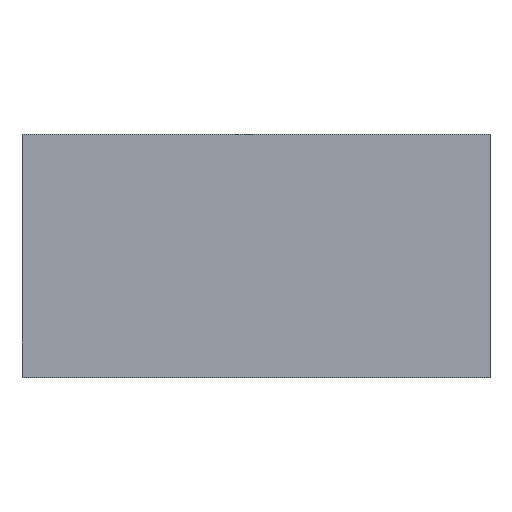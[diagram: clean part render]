
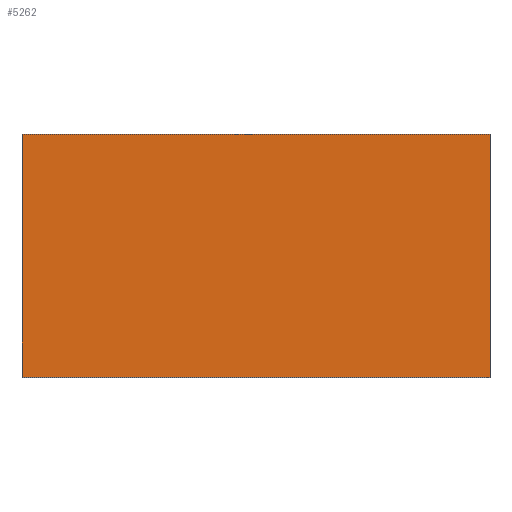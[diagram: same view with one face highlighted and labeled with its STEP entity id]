
A CAD part, top view. The second image highlights one B-rep face of the part: STEP entity #5262.
In plain terms, the highlighted planar face has unit normal (0, 0, 1).
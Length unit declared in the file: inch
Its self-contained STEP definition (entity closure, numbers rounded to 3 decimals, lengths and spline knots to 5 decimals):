
#70=DIRECTION('',(1.,0.,0.));
#71=VECTOR('',#70,1.688);
#72=CARTESIAN_POINT('',(-0.844,0.,0.4375));
#73=LINE('',#72,#71);
#1416=DIRECTION('',(0.,-1.,0.));
#1417=VECTOR('',#1416,0.875);
#1418=CARTESIAN_POINT('',(-0.844,0.,0.4375));
#1419=LINE('',#1418,#1417);
#1423=DIRECTION('',(0.,-1.,0.));
#1424=VECTOR('',#1423,0.875);
#1425=CARTESIAN_POINT('',(0.844,0.,0.4375));
#1426=LINE('',#1425,#1424);
#1770=DIRECTION('',(1.,0.,0.));
#1771=VECTOR('',#1770,1.688);
#1772=CARTESIAN_POINT('',(-0.844,-0.875,0.4375));
#1773=LINE('',#1772,#1771);
#3814=CARTESIAN_POINT('',(-0.844,0.,0.4375));
#3815=CARTESIAN_POINT('',(0.844,0.,0.4375));
#3816=VERTEX_POINT('',#3814);
#3817=VERTEX_POINT('',#3815);
#3823=CARTESIAN_POINT('',(-0.844,-0.875,0.4375));
#3825=VERTEX_POINT('',#3823);
#3826=CARTESIAN_POINT('',(0.844,-0.875,0.4375));
#3827=VERTEX_POINT('',#3826);
#5249=CARTESIAN_POINT('',(-0.844,0.,0.4375));
#5250=DIRECTION('',(0.,0.,1.));
#5251=DIRECTION('',(1.,0.,0.));
#5252=AXIS2_PLACEMENT_3D('',#5249,#5250,#5251);
#5253=PLANE('',#5252);
#5254=ORIENTED_EDGE('',*,*,#4515,.T.);
#5256=ORIENTED_EDGE('',*,*,#5255,.T.);
#5258=ORIENTED_EDGE('',*,*,#5257,.F.);
#5259=ORIENTED_EDGE('',*,*,#5239,.F.);
#5260=EDGE_LOOP('',(#5254,#5256,#5258,#5259));
#5261=FACE_OUTER_BOUND('',#5260,.F.);
#4515=EDGE_CURVE('',#3816,#3817,#73,.T.);
#5239=EDGE_CURVE('',#3816,#3825,#1419,.T.);
#5255=EDGE_CURVE('',#3817,#3827,#1426,.T.);
#5257=EDGE_CURVE('',#3825,#3827,#1773,.T.);
#5262=ADVANCED_FACE('',(#5261),#5253,.T.);
